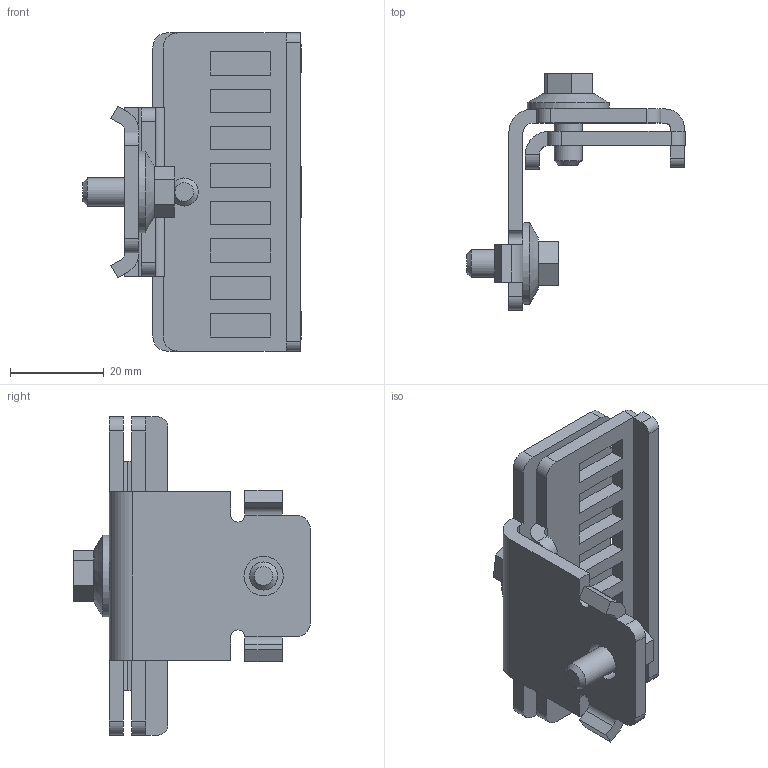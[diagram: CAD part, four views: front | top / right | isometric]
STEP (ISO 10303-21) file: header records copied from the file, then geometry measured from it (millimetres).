
FILE_DESCRIPTION(/* description */ (''),/* implementation_level */ '2;1');
FILE_NAME(/* name */ '6FB1104-0AT01-0CP0_3d.stp',/* time_stamp */ '2017-11-28T13:09:42+01:00',/* author */ ('Naepfel'),/* organization */ ('Siemens AG'),/* preprocessor_version */ 'ST-DEVELOPER v16',/* originating_system */ 'SIEMENS PLM Software NX 10.0',/* authorisation */ '');
FILE_SCHEMA (('AUTOMOTIVE_DESIGN { 1 0 10303 214 3 1 1 1 }'));
Length unit declared in the file: millimetre
Products named in the file (2): A5E43594264A_001; A5E43594258A_001
Assembly tree (1 placements, depth 2):
  A5E43594258A_001
    A5E43594264A_001
Bounding box: 46.7 x 50.6 x 68 mm (x, y, z)
Volume: 18961.3 mm3; surface area: 15730.9 mm2
Topology: 4 solids, 4 shells, 166 faces, 447 edges, 291 vertices
Faces by surface type: plane 118, cylinder 40, cone 4, torus 4
Full cylindrical faces by diameter (mm): 5 x3, 6 x2, 8.4 x1, 11.1 x2, 17.5 x2
Entity records: 6311 total; most frequent: CARTESIAN_POINT 883, ORIENTED_EDGE 852, DIRECTION 848, EDGE_CURVE 426, LINE 342, VECTOR 342, VERTEX_POINT 288, AXIS2_PLACEMENT_3D 253
